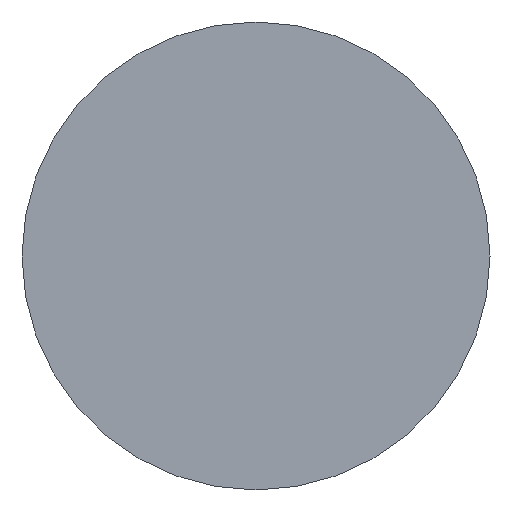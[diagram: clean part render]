
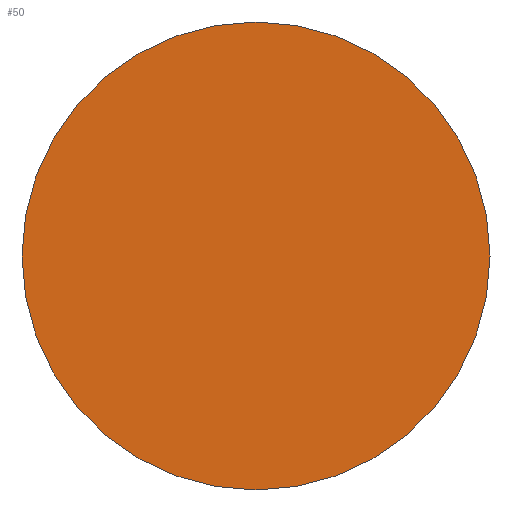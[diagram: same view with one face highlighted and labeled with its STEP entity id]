
A CAD part, left-side view. The second image highlights one B-rep face of the part: STEP entity #50.
In plain terms, the highlighted planar face has unit normal (-1, 0, 0).
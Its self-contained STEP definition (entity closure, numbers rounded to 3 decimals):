
#2 = EDGE_CURVE ( 'NONE', #53, #137, #60, .T. ) ;
#3 = DIRECTION ( 'NONE',  ( 0., 0., 1. ) ) ;
#4 = AXIS2_PLACEMENT_3D ( 'NONE', #16, #42, #136 ) ;
#7 = DIRECTION ( 'NONE',  ( 0., 0., 1. ) ) ;
#10 = CARTESIAN_POINT ( 'NONE',  ( 230.185, 138.756, 0. ) ) ;
#11 = CIRCLE ( 'NONE', #107, 25. ) ;
#16 = CARTESIAN_POINT ( 'NONE',  ( 230.185, 138.756, 0. ) ) ;
#21 = ORIENTED_EDGE ( 'NONE', *, *, #2, .T. ) ;
#23 = DIRECTION ( 'NONE',  ( -1., 0., 0. ) ) ;
#42 = DIRECTION ( 'NONE',  ( 1., 0., 0. ) ) ;
#50 = ADVANCED_FACE ( 'NONE', ( #163 ), #124, .F. ) ;
#53 = VERTEX_POINT ( 'NONE', #110 ) ;
#54 = CARTESIAN_POINT ( 'NONE',  ( 230.185, 138.756, 0. ) ) ;
#60 = CIRCLE ( 'NONE', #161, 25. ) ;
#106 = EDGE_LOOP ( 'NONE', ( #142, #21 ) ) ;
#107 = AXIS2_PLACEMENT_3D ( 'NONE', #10, #23, #7 ) ;
#110 = CARTESIAN_POINT ( 'NONE',  ( 230.185, 138.756, -25. ) ) ;
#124 = PLANE ( 'NONE',  #4 ) ;
#136 = DIRECTION ( 'NONE',  ( 0., 0., -1. ) ) ;
#137 = VERTEX_POINT ( 'NONE', #143 ) ;
#142 = ORIENTED_EDGE ( 'NONE', *, *, #154, .T. ) ;
#143 = CARTESIAN_POINT ( 'NONE',  ( 230.185, 138.756, 25. ) ) ;
#153 = DIRECTION ( 'NONE',  ( -1., 0., 0. ) ) ;
#154 = EDGE_CURVE ( 'NONE', #137, #53, #11, .T. ) ;
#161 = AXIS2_PLACEMENT_3D ( 'NONE', #54, #153, #3 ) ;
#163 = FACE_OUTER_BOUND ( 'NONE', #106, .T. ) ;
